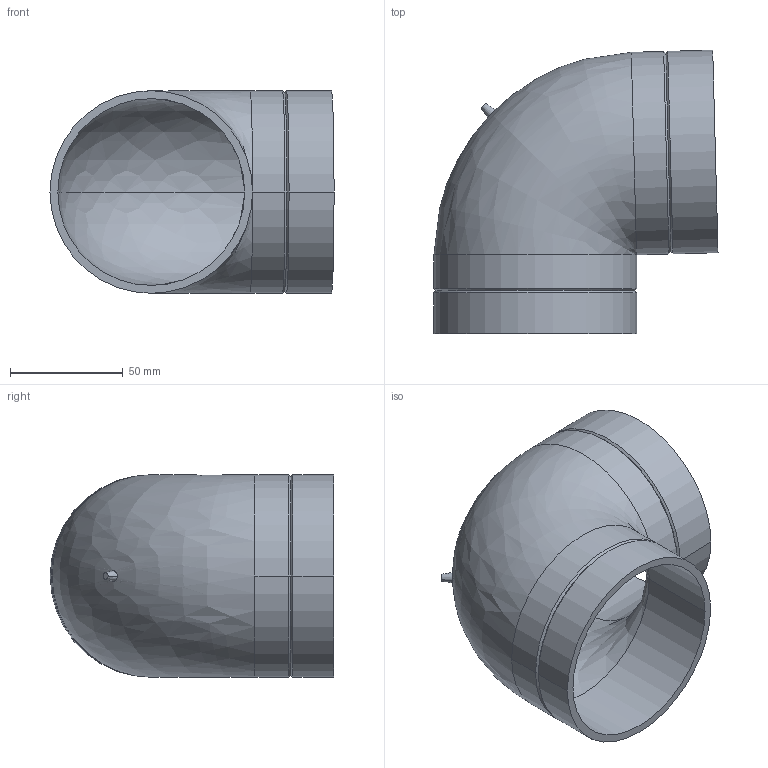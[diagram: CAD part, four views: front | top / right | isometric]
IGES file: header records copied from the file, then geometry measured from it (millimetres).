
Global section: file name: No Iges File Name specified; native system: Autodesk Inventor 2011; preprocessor: AutoDesk Inventor Iges Exporter R2011; author: ML; date: 20110317.222936; units: millimetre
Bounding box: 126.18 x 125.93 x 90 mm (x, y, z)
Volume: 134394.2 mm3; surface area: 78888.6 mm2
Topology: 1 solids, 1 shells, 28 faces, 58 edges, 31 vertices
Faces by surface type: cone 10, cylinder 8, revolution 6, plane 3, bspline 1
